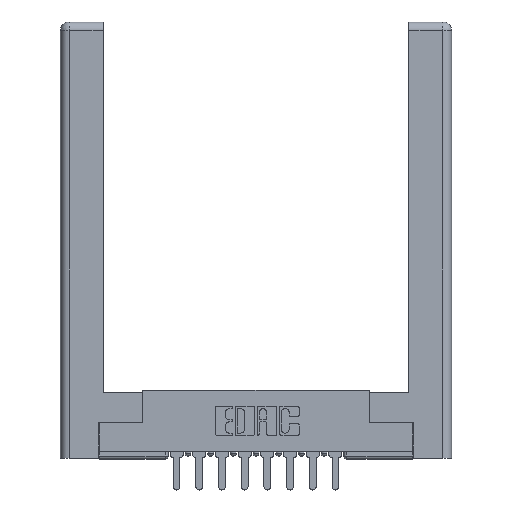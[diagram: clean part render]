
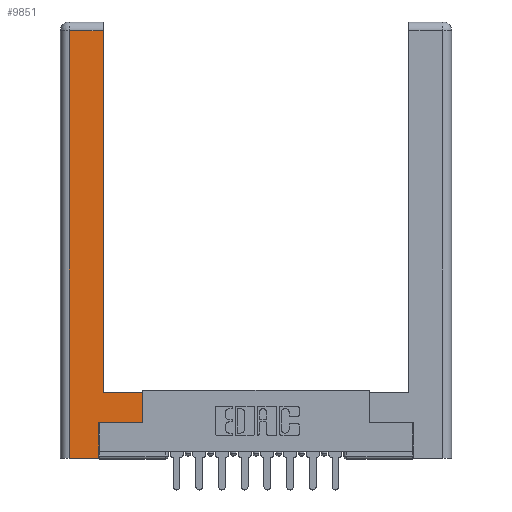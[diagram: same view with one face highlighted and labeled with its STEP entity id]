
A CAD part, top view. The second image highlights one B-rep face of the part: STEP entity #9851.
In plain terms, the highlighted planar face has unit normal (0, 0, 1).
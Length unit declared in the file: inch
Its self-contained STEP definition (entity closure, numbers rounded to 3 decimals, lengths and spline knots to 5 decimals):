
#272 = CARTESIAN_POINT ( 'NONE',  ( 0., 0., 0. ) ) ;
#489 = CARTESIAN_POINT ( 'NONE',  ( 0.0615, 2.94, 0. ) ) ;
#750 = CARTESIAN_POINT ( 'NONE',  ( 0.0615, 0., 0. ) ) ;
#763 = VECTOR ( 'NONE', #6164, 39.37008 ) ;
#1363 = VERTEX_POINT ( 'NONE', #8862 ) ;
#1431 = DIRECTION ( 'NONE',  ( 1., 0., 0. ) ) ;
#1561 = DIRECTION ( 'NONE',  ( -1., 0., 0. ) ) ;
#1745 = LINE ( 'NONE', #750, #5118 ) ;
#1756 = VECTOR ( 'NONE', #2611, 39.37008 ) ;
#2334 = VERTEX_POINT ( 'NONE', #12084 ) ;
#2394 = AXIS2_PLACEMENT_3D ( 'NONE', #272, #12255, #2603 ) ;
#2412 = VECTOR ( 'NONE', #3844, 39.37008 ) ;
#2603 = DIRECTION ( 'NONE',  ( -1., 0., 0. ) ) ;
#2611 = DIRECTION ( 'NONE',  ( 1., 0., 0. ) ) ;
#2725 = DIRECTION ( 'NONE',  ( 0., -1., 0. ) ) ;
#2914 = EDGE_CURVE ( 'NONE', #1363, #9183, #11369, .T. ) ;
#2985 = LINE ( 'NONE', #13405, #763 ) ;
#3652 = FACE_OUTER_BOUND ( 'NONE', #12289, .T. ) ;
#3844 = DIRECTION ( 'NONE',  ( 0., 1., 0. ) ) ;
#4020 = ORIENTED_EDGE ( 'NONE', *, *, #10797, .T. ) ;
#4206 = VERTEX_POINT ( 'NONE', #10240 ) ;
#4515 = EDGE_CURVE ( 'NONE', #4556, #10033, #8870, .T. ) ;
#4556 = VERTEX_POINT ( 'NONE', #8940 ) ;
#4578 = VERTEX_POINT ( 'NONE', #5005 ) ;
#4905 = CARTESIAN_POINT ( 'NONE',  ( 0.295, 3., 0. ) ) ;
#5005 = CARTESIAN_POINT ( 'NONE',  ( 0.0615, 0., 0. ) ) ;
#5114 = LINE ( 'NONE', #4905, #2412 ) ;
#5118 = VECTOR ( 'NONE', #2725, 39.37008 ) ;
#6155 = VECTOR ( 'NONE', #8743, 39.37008 ) ;
#6164 = DIRECTION ( 'NONE',  ( 0., 1., 0. ) ) ;
#6258 = VECTOR ( 'NONE', #1561, 39.37008 ) ;
#6535 = EDGE_CURVE ( 'NONE', #2334, #4206, #2985, .T. ) ;
#6706 = LINE ( 'NONE', #9023, #1756 ) ;
#6976 = VERTEX_POINT ( 'NONE', #8254 ) ;
#7173 = VECTOR ( 'NONE', #1431, 39.37008 ) ;
#7775 = CARTESIAN_POINT ( 'NONE',  ( 0.265, 0., 0. ) ) ;
#8058 = ORIENTED_EDGE ( 'NONE', *, *, #2914, .T. ) ;
#8254 = CARTESIAN_POINT ( 'NONE',  ( 0.295, 0.45, 0. ) ) ;
#8560 = CARTESIAN_POINT ( 'NONE',  ( 0.0615, 2.94, 0. ) ) ;
#8743 = DIRECTION ( 'NONE',  ( 0., 1., 0. ) ) ;
#8862 = CARTESIAN_POINT ( 'NONE',  ( 0.295, 2.94, 0. ) ) ;
#8870 = LINE ( 'NONE', #13171, #6155 ) ;
#8940 = CARTESIAN_POINT ( 'NONE',  ( 0.265, 0., 0. ) ) ;
#8967 = LINE ( 'NONE', #7775, #7173 ) ;
#9023 = CARTESIAN_POINT ( 'NONE',  ( 0.565, 0.245, 0. ) ) ;
#9183 = VERTEX_POINT ( 'NONE', #8560 ) ;
#9851 = ADVANCED_FACE ( 'NONE', ( #3652 ), #11072, .F. ) ;
#10033 = VERTEX_POINT ( 'NONE', #12805 ) ;
#10186 = ORIENTED_EDGE ( 'NONE', *, *, #12769, .T. ) ;
#10240 = CARTESIAN_POINT ( 'NONE',  ( 0.565, 0.45, 0. ) ) ;
#10429 = EDGE_CURVE ( 'NONE', #9183, #4578, #1745, .T. ) ;
#10785 = ORIENTED_EDGE ( 'NONE', *, *, #6535, .T. ) ;
#10797 = EDGE_CURVE ( 'NONE', #6976, #1363, #5114, .T. ) ;
#10982 = VECTOR ( 'NONE', #11027, 39.37008 ) ;
#11027 = DIRECTION ( 'NONE',  ( -1., 0., 0. ) ) ;
#11072 = PLANE ( 'NONE',  #2394 ) ;
#11137 = EDGE_CURVE ( 'NONE', #4206, #6976, #12145, .T. ) ;
#11289 = ORIENTED_EDGE ( 'NONE', *, *, #13714, .T. ) ;
#11369 = LINE ( 'NONE', #489, #6258 ) ;
#11617 = ORIENTED_EDGE ( 'NONE', *, *, #10429, .T. ) ;
#12084 = CARTESIAN_POINT ( 'NONE',  ( 0.565, 0.245, 0. ) ) ;
#12145 = LINE ( 'NONE', #12209, #10982 ) ;
#12209 = CARTESIAN_POINT ( 'NONE',  ( 0.295, 0.45, 0. ) ) ;
#12255 = DIRECTION ( 'NONE',  ( 0., 0., -1. ) ) ;
#12289 = EDGE_LOOP ( 'NONE', ( #4020, #8058, #11617, #11289, #13451, #10186, #10785, #13194 ) ) ;
#12769 = EDGE_CURVE ( 'NONE', #10033, #2334, #6706, .T. ) ;
#12805 = CARTESIAN_POINT ( 'NONE',  ( 0.265, 0.245, 0. ) ) ;
#13171 = CARTESIAN_POINT ( 'NONE',  ( 0.265, 0.245, 0. ) ) ;
#13194 = ORIENTED_EDGE ( 'NONE', *, *, #11137, .T. ) ;
#13405 = CARTESIAN_POINT ( 'NONE',  ( 0.565, 0.45, 0. ) ) ;
#13451 = ORIENTED_EDGE ( 'NONE', *, *, #4515, .T. ) ;
#13714 = EDGE_CURVE ( 'NONE', #4578, #4556, #8967, .T. ) ;
